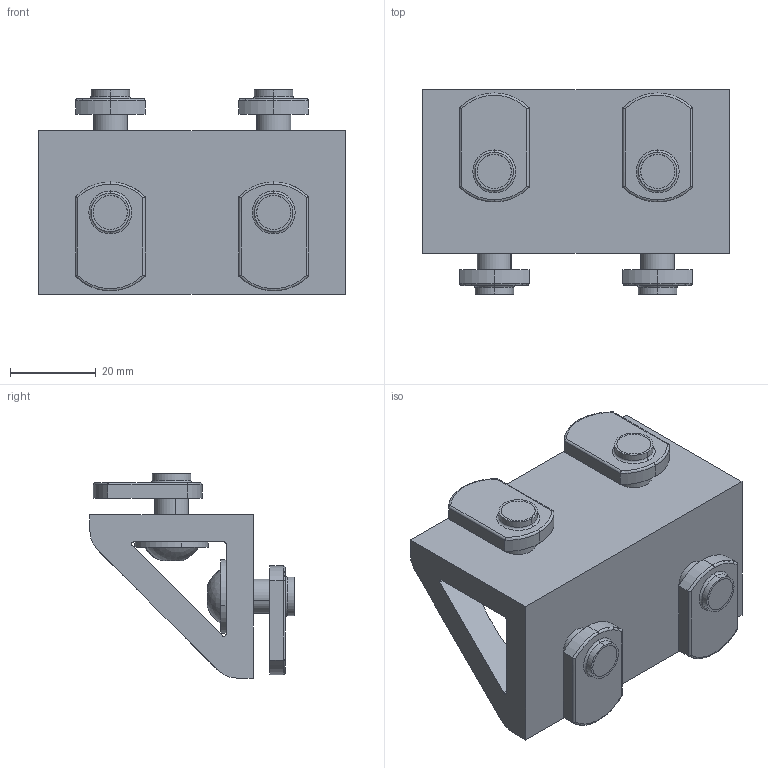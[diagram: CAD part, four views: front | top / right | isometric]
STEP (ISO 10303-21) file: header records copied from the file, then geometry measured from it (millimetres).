
FILE_DESCRIPTION (( 'STEP AP203' ), '1' );
FILE_NAME ('653167.SLDASM.step', '2003-10-13T11:27:53', ( 'Jerry Winters' ), ( 'GoEngineer' ), 'SwSTEP 2.0', 'SolidWorks 2003174', '' );
FILE_SCHEMA (( 'CONFIG_CONTROL_DESIGN' ));
Length unit declared in the file: inch
Products named in the file (5): 653167.SLDASM; Inside Corner Gussets_653167; 651129; FBHSCS_651134; 651097
Assembly tree (7 placements, depth 3):
  653167.SLDASM
    651129  x4
      FBHSCS_651134
      651097
    Inside Corner Gussets_653167
Bounding box: 71.37 x 47.62 x 47.62 mm (x, y, z)
Volume: 51546.7 mm3; surface area: 24004 mm2
Topology: 9 solids, 9 shells, 190 faces, 438 edges, 276 vertices
Faces by surface type: cylinder 90, plane 72, torus 20, sphere 8
Entity records: 3352 total; most frequent: CARTESIAN_POINT 732, DIRECTION 429, ORIENTED_EDGE 426, EDGE_CURVE 213, AXIS2_PLACEMENT_3D 170, VERTEX_POINT 135, EDGE_LOOP 102, LINE 89
